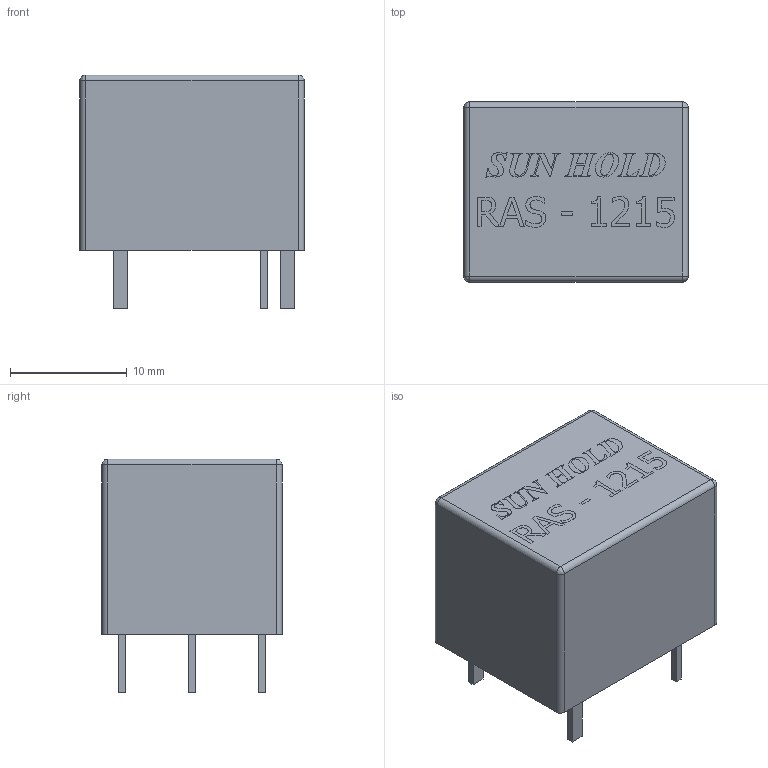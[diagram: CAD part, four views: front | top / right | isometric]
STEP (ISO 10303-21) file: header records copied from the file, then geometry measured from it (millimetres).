
FILE_DESCRIPTION (( 'STEP AP214' ), '1' );
FILE_NAME ('User Library-RAS-1215.STEP', '2018-09-25T07:47:49', ( '' ), ( '' ), 'SwSTEP 2.0', 'SolidWorks 2018', '' );
FILE_SCHEMA (( 'AUTOMOTIVE_DESIGN' ));
Length unit declared in the file: millimetre
Products named in the file (1): User Library-RAS-1215
Bounding box: 19.2 x 15.4 x 20 mm (x, y, z)
Volume: 4442.8 mm3; surface area: 1679.3 mm2
Topology: 1 solids, 1 shells, 61 faces, 359 edges, 319 vertices
Faces by surface type: plane 49, cylinder 8, bspline 4
Entity records: 4964 total; most frequent: CARTESIAN_POINT 1848, ORIENTED_EDGE 710, EDGE_CURVE 355, VERTEX_POINT 319, B_SPLINE_CURVE_WITH_KNOTS 259, DIRECTION 228, EDGE_LOOP 84, VECTOR 80
